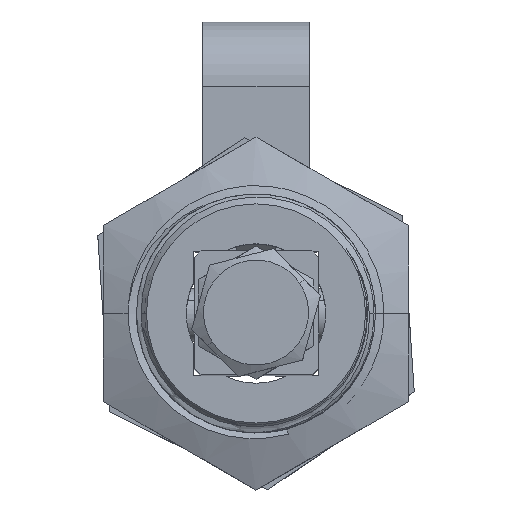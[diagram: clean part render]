
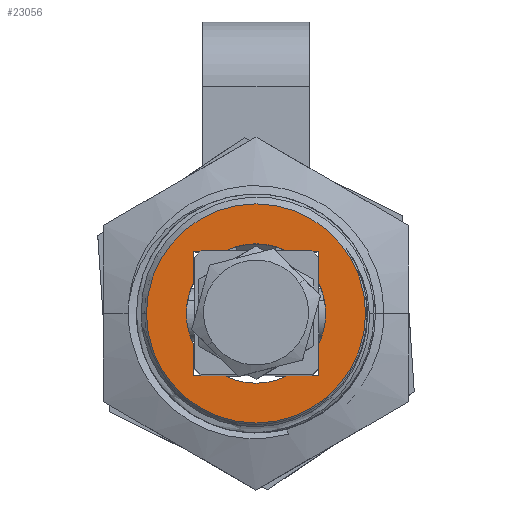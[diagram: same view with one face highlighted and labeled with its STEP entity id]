
A CAD part, top view. The second image highlights one B-rep face of the part: STEP entity #23056.
In plain terms, the highlighted planar face has unit normal (0, 0, 1).
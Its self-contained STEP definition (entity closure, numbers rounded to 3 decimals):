
#2 = EDGE_CURVE ( 'NONE', #336, #316, #53709, .T. ) ;
#276 = EDGE_CURVE ( 'NONE', #343, #351, #54096, .T. ) ;
#316 = VERTEX_POINT ( 'NONE', #54165 ) ;
#328 = EDGE_CURVE ( 'NONE', #350, #336, #54202, .T. ) ;
#336 = VERTEX_POINT ( 'NONE', #54181 ) ;
#343 = VERTEX_POINT ( 'NONE', #54239 ) ;
#350 = VERTEX_POINT ( 'NONE', #54224 ) ;
#351 = VERTEX_POINT ( 'NONE', #54223 ) ;
#5227 = CARTESIAN_POINT ( 'NONE',  ( 9.35, 9.35, 140. ) ) ;
#5415 = CARTESIAN_POINT ( 'NONE',  ( 4.778, 9.35, 140. ) ) ;
#5416 = DIRECTION ( 'NONE',  ( -1., 0., 0. ) ) ;
#5417 = VECTOR ( 'NONE', #5416, 1000. ) ;
#5418 = CARTESIAN_POINT ( 'NONE',  ( -9.35, 9.35, 140. ) ) ;
#5419 = LINE ( 'NONE', #5418, #5417 ) ;
#10296 = VERTEX_POINT ( 'NONE', #41742 ) ;
#11018 = DIRECTION ( 'NONE',  ( 0., 1., 0. ) ) ;
#11019 = VECTOR ( 'NONE', #11018, 1000. ) ;
#11020 = CARTESIAN_POINT ( 'NONE',  ( 9.35, 9.35, 140. ) ) ;
#11021 = LINE ( 'NONE', #11020, #11019 ) ;
#17046 = CARTESIAN_POINT ( 'NONE',  ( -16.5, 0., 140. ) ) ;
#17059 = CARTESIAN_POINT ( 'NONE',  ( 16.5, 0., 140. ) ) ;
#17060 = DIRECTION ( 'NONE',  ( 1., 0., 0. ) ) ;
#17061 = DIRECTION ( 'NONE',  ( 0., 0., 1. ) ) ;
#17074 = CARTESIAN_POINT ( 'NONE',  ( 0., 0., 140. ) ) ;
#17075 = AXIS2_PLACEMENT_3D ( 'NONE', #17074, #17061, #17060 ) ;
#17076 = CIRCLE ( 'NONE', #17075, 16.5 ) ;
#17180 = CIRCLE ( 'NONE', #17247, 16.5 ) ;
#17244 = DIRECTION ( 'NONE',  ( 1., 0., 0. ) ) ;
#17245 = DIRECTION ( 'NONE',  ( 0., 0., 1. ) ) ;
#17246 = CARTESIAN_POINT ( 'NONE',  ( 0., 0., 140. ) ) ;
#17247 = AXIS2_PLACEMENT_3D ( 'NONE', #17246, #17245, #17244 ) ;
#17718 = CARTESIAN_POINT ( 'NONE',  ( -10.5, 0., 140. ) ) ;
#17719 = CARTESIAN_POINT ( 'NONE',  ( -9.35, 4.778, 140. ) ) ;
#17720 = DIRECTION ( 'NONE',  ( 1., 0., 0. ) ) ;
#17721 = DIRECTION ( 'NONE',  ( 0., 0., 1. ) ) ;
#17722 = CARTESIAN_POINT ( 'NONE',  ( 0., 0., 140. ) ) ;
#17723 = AXIS2_PLACEMENT_3D ( 'NONE', #17722, #17721, #17720 ) ;
#17724 = CIRCLE ( 'NONE', #17723, 10.5 ) ;
#22912 = EDGE_CURVE ( 'NONE', #351, #42657, #41806, .T. ) ;
#22949 = EDGE_CURVE ( 'NONE', #23984, #10296, #41871, .T. ) ;
#22952 = EDGE_CURVE ( 'NONE', #10296, #350, #41867, .T. ) ;
#22994 = ORIENTED_EDGE ( 'NONE', *, *, #23988, .F. ) ;
#22996 = EDGE_CURVE ( 'NONE', #23976, #42842, #41942, .T. ) ;
#22999 = ORIENTED_EDGE ( 'NONE', *, *, #328, .F. ) ;
#23038 = ORIENTED_EDGE ( 'NONE', *, *, #23049, .F. ) ;
#23043 = ORIENTED_EDGE ( 'NONE', *, *, #276, .F. ) ;
#23044 = ORIENTED_EDGE ( 'NONE', *, *, #30735, .F. ) ;
#23048 = ORIENTED_EDGE ( 'NONE', *, *, #27929, .T. ) ;
#23049 = EDGE_CURVE ( 'NONE', #42756, #23990, #42001, .T. ) ;
#23051 = ORIENTED_EDGE ( 'NONE', *, *, #42755, .F. ) ;
#23052 = ORIENTED_EDGE ( 'NONE', *, *, #22912, .F. ) ;
#23056 = ADVANCED_FACE ( 'NONE', ( #41992, #41991 ), #41990, .T. ) ;
#23057 = EDGE_LOOP ( 'NONE', ( #23048, #23064 ) ) ;
#23062 = ORIENTED_EDGE ( 'NONE', *, *, #22952, .F. ) ;
#23064 = ORIENTED_EDGE ( 'NONE', *, *, #27887, .T. ) ;
#23065 = EDGE_LOOP ( 'NONE', ( #23068, #22994, #23038, #23051, #23052, #23043, #23044, #23069, #22999, #23062, #23263, #23266, #23286 ) ) ;
#23068 = ORIENTED_EDGE ( 'NONE', *, *, #22996, .F. ) ;
#23069 = ORIENTED_EDGE ( 'NONE', *, *, #2, .F. ) ;
#23263 = ORIENTED_EDGE ( 'NONE', *, *, #22949, .F. ) ;
#23266 = ORIENTED_EDGE ( 'NONE', *, *, #23983, .F. ) ;
#23286 = ORIENTED_EDGE ( 'NONE', *, *, #42840, .F. ) ;
#23976 = VERTEX_POINT ( 'NONE', #44224 ) ;
#23983 = EDGE_CURVE ( 'NONE', #42844, #23984, #44198, .T. ) ;
#23984 = VERTEX_POINT ( 'NONE', #44341 ) ;
#23988 = EDGE_CURVE ( 'NONE', #23990, #23976, #44327, .T. ) ;
#23990 = VERTEX_POINT ( 'NONE', #44318 ) ;
#27887 = EDGE_CURVE ( 'NONE', #27890, #27894, #17076, .T. ) ;
#27890 = VERTEX_POINT ( 'NONE', #17059 ) ;
#27894 = VERTEX_POINT ( 'NONE', #17046 ) ;
#27929 = EDGE_CURVE ( 'NONE', #27894, #27890, #17180, .T. ) ;
#30735 = EDGE_CURVE ( 'NONE', #316, #343, #11021, .T. ) ;
#41742 = CARTESIAN_POINT ( 'NONE',  ( -9.35, -9.35, 140. ) ) ;
#41803 = DIRECTION ( 'NONE',  ( 0., 1., 0. ) ) ;
#41804 = VECTOR ( 'NONE', #41803, 1000. ) ;
#41805 = CARTESIAN_POINT ( 'NONE',  ( 9.35, 9.35, 140. ) ) ;
#41806 = LINE ( 'NONE', #41805, #41804 ) ;
#41864 = DIRECTION ( 'NONE',  ( 1., 0., 0. ) ) ;
#41865 = VECTOR ( 'NONE', #41864, 1000. ) ;
#41866 = CARTESIAN_POINT ( 'NONE',  ( -9.35, -9.35, 140. ) ) ;
#41867 = LINE ( 'NONE', #41866, #41865 ) ;
#41868 = DIRECTION ( 'NONE',  ( 0., -1., 0. ) ) ;
#41869 = VECTOR ( 'NONE', #41868, 1000. ) ;
#41870 = CARTESIAN_POINT ( 'NONE',  ( -9.35, 9.35, 140. ) ) ;
#41871 = LINE ( 'NONE', #41870, #41869 ) ;
#41939 = DIRECTION ( 'NONE',  ( 0., -1., 0. ) ) ;
#41940 = VECTOR ( 'NONE', #41939, 1000. ) ;
#41941 = CARTESIAN_POINT ( 'NONE',  ( -9.35, 9.35, 140. ) ) ;
#41942 = LINE ( 'NONE', #41941, #41940 ) ;
#41986 = DIRECTION ( 'NONE',  ( 1., 0., 0. ) ) ;
#41987 = DIRECTION ( 'NONE',  ( 0., 0., 1. ) ) ;
#41988 = CARTESIAN_POINT ( 'NONE',  ( 0., 0., 140. ) ) ;
#41989 = AXIS2_PLACEMENT_3D ( 'NONE', #41988, #41987, #41986 ) ;
#41990 = PLANE ( 'NONE',  #41989 ) ;
#41991 = FACE_BOUND ( 'NONE', #23065, .T. ) ;
#41992 = FACE_OUTER_BOUND ( 'NONE', #23057, .T. ) ;
#41997 = DIRECTION ( 'NONE',  ( 1., 0., 0. ) ) ;
#41998 = DIRECTION ( 'NONE',  ( 0., 0., 1. ) ) ;
#41999 = CARTESIAN_POINT ( 'NONE',  ( 0., 0., 140. ) ) ;
#42000 = AXIS2_PLACEMENT_3D ( 'NONE', #41999, #41998, #41997 ) ;
#42001 = CIRCLE ( 'NONE', #42000, 10.5 ) ;
#42657 = VERTEX_POINT ( 'NONE', #5227 ) ;
#42755 = EDGE_CURVE ( 'NONE', #42657, #42756, #5419, .T. ) ;
#42756 = VERTEX_POINT ( 'NONE', #5415 ) ;
#42840 = EDGE_CURVE ( 'NONE', #42842, #42844, #17724, .T. ) ;
#42842 = VERTEX_POINT ( 'NONE', #17719 ) ;
#42844 = VERTEX_POINT ( 'NONE', #17718 ) ;
#44191 = DIRECTION ( 'NONE',  ( 1., 0., 0. ) ) ;
#44193 = DIRECTION ( 'NONE',  ( 0., 0., 1. ) ) ;
#44194 = CARTESIAN_POINT ( 'NONE',  ( 0., 0., 140. ) ) ;
#44196 = AXIS2_PLACEMENT_3D ( 'NONE', #44194, #44193, #44191 ) ;
#44198 = CIRCLE ( 'NONE', #44196, 10.5 ) ;
#44224 = CARTESIAN_POINT ( 'NONE',  ( -9.35, 9.35, 140. ) ) ;
#44318 = CARTESIAN_POINT ( 'NONE',  ( -4.778, 9.35, 140. ) ) ;
#44321 = DIRECTION ( 'NONE',  ( -1., 0., 0. ) ) ;
#44322 = VECTOR ( 'NONE', #44321, 1000. ) ;
#44324 = CARTESIAN_POINT ( 'NONE',  ( -9.35, 9.35, 140. ) ) ;
#44327 = LINE ( 'NONE', #44324, #44322 ) ;
#44341 = CARTESIAN_POINT ( 'NONE',  ( -9.35, -4.778, 140. ) ) ;
#53706 = DIRECTION ( 'NONE',  ( 1., 0., 0. ) ) ;
#53707 = VECTOR ( 'NONE', #53706, 1000. ) ;
#53708 = CARTESIAN_POINT ( 'NONE',  ( -9.35, -9.35, 140. ) ) ;
#53709 = LINE ( 'NONE', #53708, #53707 ) ;
#54092 = DIRECTION ( 'NONE',  ( 1., 0., 0. ) ) ;
#54093 = DIRECTION ( 'NONE',  ( 0., 0., 1. ) ) ;
#54094 = CARTESIAN_POINT ( 'NONE',  ( 0., 0., 140. ) ) ;
#54095 = AXIS2_PLACEMENT_3D ( 'NONE', #54094, #54093, #54092 ) ;
#54096 = CIRCLE ( 'NONE', #54095, 10.5 ) ;
#54165 = CARTESIAN_POINT ( 'NONE',  ( 9.35, -9.35, 140. ) ) ;
#54181 = CARTESIAN_POINT ( 'NONE',  ( 4.778, -9.35, 140. ) ) ;
#54198 = DIRECTION ( 'NONE',  ( 1., 0., 0. ) ) ;
#54199 = DIRECTION ( 'NONE',  ( 0., 0., 1. ) ) ;
#54200 = CARTESIAN_POINT ( 'NONE',  ( 0., 0., 140. ) ) ;
#54201 = AXIS2_PLACEMENT_3D ( 'NONE', #54200, #54199, #54198 ) ;
#54202 = CIRCLE ( 'NONE', #54201, 10.5 ) ;
#54223 = CARTESIAN_POINT ( 'NONE',  ( 9.35, 4.778, 140. ) ) ;
#54224 = CARTESIAN_POINT ( 'NONE',  ( -4.778, -9.35, 140. ) ) ;
#54239 = CARTESIAN_POINT ( 'NONE',  ( 9.35, -4.778, 140. ) ) ;
